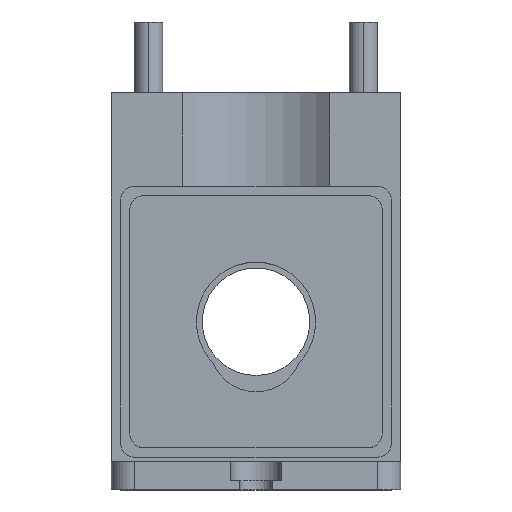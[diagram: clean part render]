
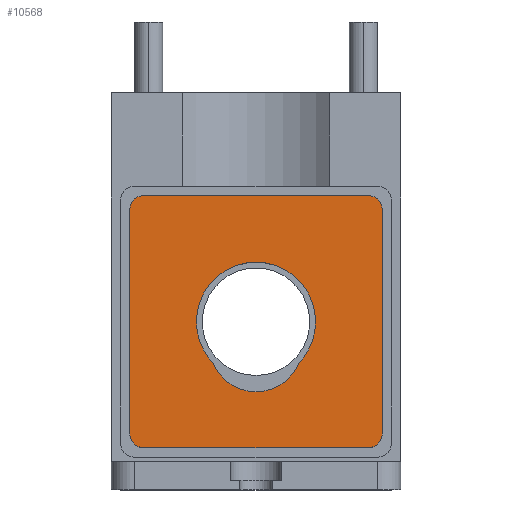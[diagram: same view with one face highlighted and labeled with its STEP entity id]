
A CAD part, top view. The second image highlights one B-rep face of the part: STEP entity #10568.
In plain terms, the highlighted planar face has unit normal (0, 0, 1).
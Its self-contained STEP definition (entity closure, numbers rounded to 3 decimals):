
#224 = AXIS2_PLACEMENT_3D ( 'NONE', #1769, #9285, #7672 ) ;
#366 = VERTEX_POINT ( 'NONE', #455 ) ;
#400 = AXIS2_PLACEMENT_3D ( 'NONE', #7994, #5485, #1196 ) ;
#455 = CARTESIAN_POINT ( 'NONE',  ( -30.816, -33.8, 19. ) ) ;
#709 = EDGE_CURVE ( 'NONE', #9920, #366, #7853, .T. ) ;
#767 = DIRECTION ( 'NONE',  ( 0., 0., 1. ) ) ;
#771 = LINE ( 'NONE', #10961, #8587 ) ;
#979 = EDGE_CURVE ( 'NONE', #3440, #8485, #5187, .T. ) ;
#1000 = DIRECTION ( 'NONE',  ( 1., 0., 0. ) ) ;
#1052 = CARTESIAN_POINT ( 'NONE',  ( -33.816, -33.8, 19. ) ) ;
#1196 = DIRECTION ( 'NONE',  ( 1., 0., 0. ) ) ;
#1407 = PLANE ( 'NONE',  #5358 ) ;
#1469 = DIRECTION ( 'NONE',  ( 0., 0., 1. ) ) ;
#1513 = EDGE_CURVE ( 'NONE', #5046, #8977, #1651, .T. ) ;
#1514 = AXIS2_PLACEMENT_3D ( 'NONE', #5836, #1543, #6612 ) ;
#1543 = DIRECTION ( 'NONE',  ( 0., 0., 1. ) ) ;
#1598 = EDGE_CURVE ( 'NONE', #8485, #9920, #771, .T. ) ;
#1651 = CIRCLE ( 'NONE', #224, 12.75 ) ;
#1657 = EDGE_CURVE ( 'NONE', #9232, #5046, #2713, .T. ) ;
#1694 = EDGE_LOOP ( 'NONE', ( #5902, #4280, #10092, #9041 ) ) ;
#1769 = CARTESIAN_POINT ( 'NONE',  ( -6.816, -6.8, 19. ) ) ;
#1918 = ORIENTED_EDGE ( 'NONE', *, *, #979, .T. ) ;
#2000 = EDGE_CURVE ( 'NONE', #366, #7671, #6958, .T. ) ;
#2046 = EDGE_CURVE ( 'NONE', #8977, #8359, #9113, .T. ) ;
#2209 = CARTESIAN_POINT ( 'NONE',  ( 5.934, -6.8, 19. ) ) ;
#2636 = VECTOR ( 'NONE', #4877, 1000. ) ;
#2685 = ORIENTED_EDGE ( 'NONE', *, *, #8471, .T. ) ;
#2713 = CIRCLE ( 'NONE', #400, 10. ) ;
#2815 = FACE_OUTER_BOUND ( 'NONE', #5100, .T. ) ;
#2999 = CARTESIAN_POINT ( 'NONE',  ( -30.816, -30.8, 19. ) ) ;
#3200 = VERTEX_POINT ( 'NONE', #9541 ) ;
#3280 = LINE ( 'NONE', #6675, #7778 ) ;
#3440 = VERTEX_POINT ( 'NONE', #8681 ) ;
#3545 = ORIENTED_EDGE ( 'NONE', *, *, #1598, .T. ) ;
#3725 = DIRECTION ( 'NONE',  ( 0., 0., 1. ) ) ;
#4052 = DIRECTION ( 'NONE',  ( 1., 0., 0. ) ) ;
#4280 = ORIENTED_EDGE ( 'NONE', *, *, #5333, .F. ) ;
#4331 = AXIS2_PLACEMENT_3D ( 'NONE', #8945, #8792, #4722 ) ;
#4340 = CARTESIAN_POINT ( 'NONE',  ( -16.083, -15.556, 19. ) ) ;
#4356 = CARTESIAN_POINT ( 'NONE',  ( -33.816, -30.8, 19. ) ) ;
#4701 = DIRECTION ( 'NONE',  ( 1., 0., 0. ) ) ;
#4722 = DIRECTION ( 'NONE',  ( 1., 0., 0. ) ) ;
#4849 = VECTOR ( 'NONE', #6072, 1000. ) ;
#4877 = DIRECTION ( 'NONE',  ( -1., 0., 0. ) ) ;
#5046 = VERTEX_POINT ( 'NONE', #9065 ) ;
#5100 = EDGE_LOOP ( 'NONE', ( #5418, #6982, #2685, #9324, #9257, #1918, #3545, #8013 ) ) ;
#5187 = CIRCLE ( 'NONE', #9628, 3. ) ;
#5307 = EDGE_CURVE ( 'NONE', #7671, #8816, #6314, .T. ) ;
#5333 = EDGE_CURVE ( 'NONE', #8359, #9232, #7018, .T. ) ;
#5338 = CARTESIAN_POINT ( 'NONE',  ( 20.184, 17.2, 19. ) ) ;
#5358 = AXIS2_PLACEMENT_3D ( 'NONE', #10654, #1469, #4701 ) ;
#5418 = ORIENTED_EDGE ( 'NONE', *, *, #2000, .T. ) ;
#5485 = DIRECTION ( 'NONE',  ( 0., 0., 1. ) ) ;
#5836 = CARTESIAN_POINT ( 'NONE',  ( 17.184, -30.8, 19. ) ) ;
#5902 = ORIENTED_EDGE ( 'NONE', *, *, #1657, .F. ) ;
#6072 = DIRECTION ( 'NONE',  ( 1., 0., 0. ) ) ;
#6314 = CIRCLE ( 'NONE', #1514, 3. ) ;
#6433 = CARTESIAN_POINT ( 'NONE',  ( -33.816, 20.2, 19. ) ) ;
#6488 = AXIS2_PLACEMENT_3D ( 'NONE', #9282, #767, #4052 ) ;
#6612 = DIRECTION ( 'NONE',  ( 1., 0., 0. ) ) ;
#6675 = CARTESIAN_POINT ( 'NONE',  ( 20.184, 20.2, 19. ) ) ;
#6868 = CARTESIAN_POINT ( 'NONE',  ( 17.184, -33.8, 19. ) ) ;
#6958 = LINE ( 'NONE', #1052, #4849 ) ;
#6982 = ORIENTED_EDGE ( 'NONE', *, *, #5307, .T. ) ;
#7018 = CIRCLE ( 'NONE', #6488, 12.75 ) ;
#7173 = CARTESIAN_POINT ( 'NONE',  ( 17.184, 17.2, 19. ) ) ;
#7235 = DIRECTION ( 'NONE',  ( 1., 0., 0. ) ) ;
#7364 = EDGE_CURVE ( 'NONE', #3200, #3440, #10832, .T. ) ;
#7521 = DIRECTION ( 'NONE',  ( 1., 0., 0. ) ) ;
#7671 = VERTEX_POINT ( 'NONE', #6868 ) ;
#7672 = DIRECTION ( 'NONE',  ( 1., 0., 0. ) ) ;
#7778 = VECTOR ( 'NONE', #10070, 1000. ) ;
#7853 = CIRCLE ( 'NONE', #8393, 3. ) ;
#7994 = CARTESIAN_POINT ( 'NONE',  ( -6.816, -11.8, 19. ) ) ;
#8013 = ORIENTED_EDGE ( 'NONE', *, *, #709, .T. ) ;
#8359 = VERTEX_POINT ( 'NONE', #9514 ) ;
#8393 = AXIS2_PLACEMENT_3D ( 'NONE', #2999, #10797, #7235 ) ;
#8471 = EDGE_CURVE ( 'NONE', #8816, #8880, #3280, .T. ) ;
#8485 = VERTEX_POINT ( 'NONE', #8824 ) ;
#8493 = CIRCLE ( 'NONE', #9901, 3. ) ;
#8587 = VECTOR ( 'NONE', #10118, 1000. ) ;
#8681 = CARTESIAN_POINT ( 'NONE',  ( -30.816, 20.2, 19. ) ) ;
#8788 = EDGE_CURVE ( 'NONE', #8880, #3200, #8493, .T. ) ;
#8792 = DIRECTION ( 'NONE',  ( 0., 0., 1. ) ) ;
#8816 = VERTEX_POINT ( 'NONE', #10565 ) ;
#8824 = CARTESIAN_POINT ( 'NONE',  ( -33.816, 17.2, 19. ) ) ;
#8880 = VERTEX_POINT ( 'NONE', #5338 ) ;
#8945 = CARTESIAN_POINT ( 'NONE',  ( -6.816, -6.8, 19. ) ) ;
#8977 = VERTEX_POINT ( 'NONE', #2209 ) ;
#9041 = ORIENTED_EDGE ( 'NONE', *, *, #1513, .F. ) ;
#9065 = CARTESIAN_POINT ( 'NONE',  ( 2.452, -15.556, 19. ) ) ;
#9113 = CIRCLE ( 'NONE', #4331, 12.75 ) ;
#9232 = VERTEX_POINT ( 'NONE', #4340 ) ;
#9257 = ORIENTED_EDGE ( 'NONE', *, *, #7364, .T. ) ;
#9282 = CARTESIAN_POINT ( 'NONE',  ( -6.816, -6.8, 19. ) ) ;
#9285 = DIRECTION ( 'NONE',  ( 0., 0., 1. ) ) ;
#9324 = ORIENTED_EDGE ( 'NONE', *, *, #8788, .T. ) ;
#9514 = CARTESIAN_POINT ( 'NONE',  ( -19.566, -6.8, 19. ) ) ;
#9541 = CARTESIAN_POINT ( 'NONE',  ( 17.184, 20.2, 19. ) ) ;
#9628 = AXIS2_PLACEMENT_3D ( 'NONE', #10971, #10242, #7521 ) ;
#9901 = AXIS2_PLACEMENT_3D ( 'NONE', #7173, #3725, #1000 ) ;
#9920 = VERTEX_POINT ( 'NONE', #4356 ) ;
#10070 = DIRECTION ( 'NONE',  ( 0., 1., 0. ) ) ;
#10092 = ORIENTED_EDGE ( 'NONE', *, *, #2046, .F. ) ;
#10118 = DIRECTION ( 'NONE',  ( 0., -1., 0. ) ) ;
#10242 = DIRECTION ( 'NONE',  ( 0., 0., 1. ) ) ;
#10441 = FACE_BOUND ( 'NONE', #1694, .T. ) ;
#10565 = CARTESIAN_POINT ( 'NONE',  ( 20.184, -30.8, 19. ) ) ;
#10568 = ADVANCED_FACE ( 'NONE', ( #10441, #2815 ), #1407, .T. ) ;
#10654 = CARTESIAN_POINT ( 'NONE',  ( 20.184, -33.8, 19. ) ) ;
#10797 = DIRECTION ( 'NONE',  ( 0., 0., 1. ) ) ;
#10832 = LINE ( 'NONE', #6433, #2636 ) ;
#10961 = CARTESIAN_POINT ( 'NONE',  ( -33.816, 20.2, 19. ) ) ;
#10971 = CARTESIAN_POINT ( 'NONE',  ( -30.816, 17.2, 19. ) ) ;
